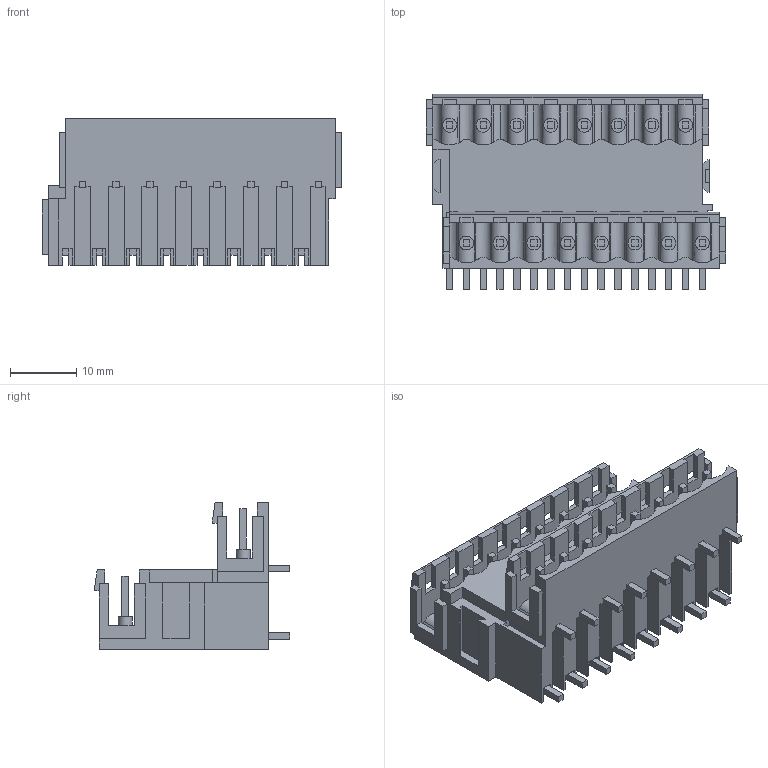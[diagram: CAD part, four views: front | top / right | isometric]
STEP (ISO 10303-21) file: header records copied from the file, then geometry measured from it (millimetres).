
FILE_DESCRIPTION(('CATIA V5 STEP Exchange','CAx-IF Rec.Pracs.--- Model Styling and Organization---1.2---2011-12-15'),'2;1');
FILE_NAME ('D1454981_0_1726340000_1726340000.stp','2017-09-26T13:22:02+00:00',('none'),('Weidmueller'),'CATIA Version 5-6 Release 2014','CATIA V5 STEP AP214','none');
FILE_SCHEMA(('AUTOMOTIVE_DESIGN { 1 0 10303 214 1 1 1 1 }'));
Length unit declared in the file: millimetre
Products named in the file (1): 1726340000
Bounding box: 45.14 x 29.41 x 22.16 mm (x, y, z)
Volume: 9588.6 mm3; surface area: 11467.9 mm2
Topology: 17 solids, 17 shells, 653 faces, 2164 edges, 1499 vertices
Faces by surface type: plane 551, cylinder 102
Entity records: 23417 total; most frequent: CARTESIAN_POINT 5609, ORIENTED_EDGE 4328, DIRECTION 2771, EDGE_CURVE 2164, VECTOR 1871, LINE 1871, VERTEX_POINT 1499, EDGE_LOOP 687
